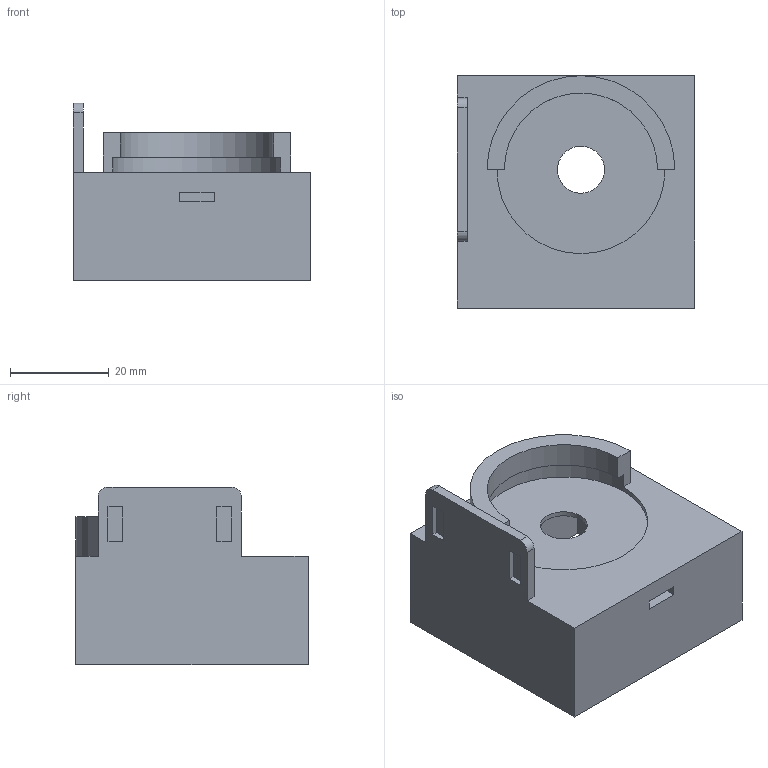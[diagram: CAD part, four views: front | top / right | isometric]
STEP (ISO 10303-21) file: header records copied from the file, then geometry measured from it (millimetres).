
FILE_DESCRIPTION(('STEP AP214'), '1');
FILE_NAME('Motor box', '2020-12-31T14:46:25', (''), (''), 'ASCON STEP Converter 1.3', 'ASCON Math Kernel', '');
FILE_SCHEMA(('AUTOMOTIVE_DESIGN { 1 0 10303 214 3 1 1}'));
Length unit declared in the file: millimetre
Bounding box: 48 x 47 x 36 mm (x, y, z)
Volume: 12889.7 mm3; surface area: 14207.7 mm2
Topology: 1 solids, 1 shells, 44 faces, 109 edges, 72 vertices
Faces by surface type: plane 36, cylinder 8
Full cylindrical faces by diameter (mm): 4 x2, 9.5 x1, 34 x1
Entity records: 1674 total; most frequent: CARTESIAN_POINT 222, DIRECTION 213, ORIENTED_EDGE 210, EDGE_CURVE 105, LINE 87, VECTOR 87, VERTEX_POINT 72, AXIS2_PLACEMENT_3D 63
